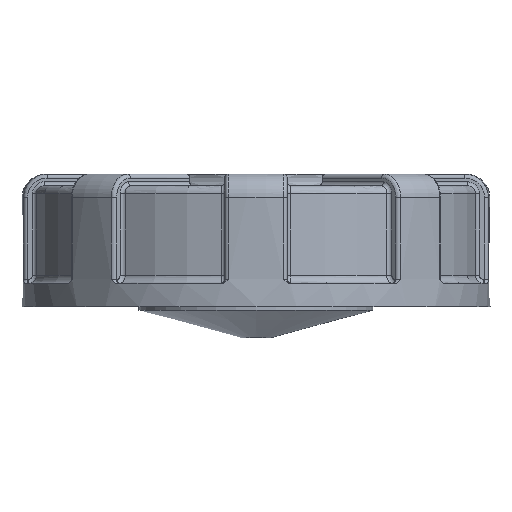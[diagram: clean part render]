
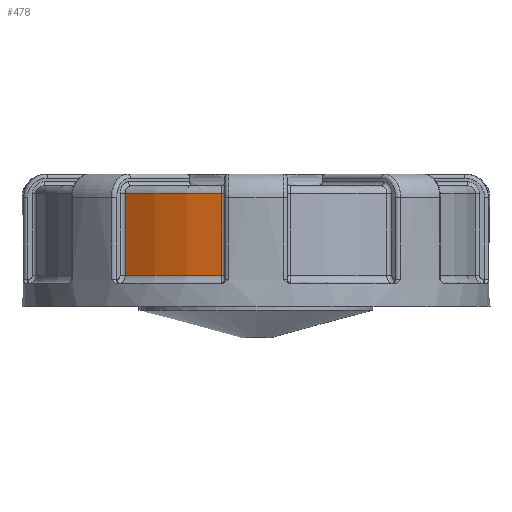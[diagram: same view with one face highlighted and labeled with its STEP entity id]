
A CAD part, left-side view. The second image highlights one B-rep face of the part: STEP entity #478.
In plain terms, the highlighted cylindrical face has radius 28.5 mm (diameter 57 mm), a partial arc.
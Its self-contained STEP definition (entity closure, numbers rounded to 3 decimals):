
#478 = ADVANCED_FACE( '', ( #1069 ), #1070, .T. );
#1069 = FACE_OUTER_BOUND( '', #5066, .T. );
#1070 = CYLINDRICAL_SURFACE( '', #5067, 28.5 );
#5066 = EDGE_LOOP( '', ( #10266, #10267, #10268, #10269 ) );
#5067 = AXIS2_PLACEMENT_3D( '', #10270, #10271, #10272 );
#10266 = ORIENTED_EDGE( '', *, *, #11539, .T. );
#10267 = ORIENTED_EDGE( '', *, *, #11728, .T. );
#10268 = ORIENTED_EDGE( '', *, *, #11729, .T. );
#10269 = ORIENTED_EDGE( '', *, *, #11598, .T. );
#10270 = CARTESIAN_POINT( '', ( 0., 0., 57.15 ) );
#10271 = DIRECTION( '', ( 0., 0., -1. ) );
#10272 = DIRECTION( '', ( 1., 0., 0. ) );
#11539 = EDGE_CURVE( '', #12560, #12558, #12561, .T. );
#11598 = EDGE_CURVE( '', #12588, #12560, #12640, .T. );
#11728 = EDGE_CURVE( '', #12558, #12808, #12809, .F. );
#11729 = EDGE_CURVE( '', #12808, #12588, #12810, .F. );
#12558 = VERTEX_POINT( '', #15766 );
#12560 = VERTEX_POINT( '', #15806 );
#12561 = CIRCLE( '', #15807, 28.5 );
#12588 = VERTEX_POINT( '', #15881 );
#12640 = LINE( '', #16136, #16137 );
#12808 = VERTEX_POINT( '', #17104 );
#12809 = LINE( '', #17105, #17106 );
#12810 = CIRCLE( '', #17107, 28.5 );
#15766 = CARTESIAN_POINT( '', ( -23.036, 16.781, 14.5 ) );
#15806 = CARTESIAN_POINT( '', ( -28.155, 4.422, 14.5 ) );
#15807 = AXIS2_PLACEMENT_3D( '', #18763, #18764, #18765 );
#15881 = CARTESIAN_POINT( '', ( -28.155, 4.422, 4. ) );
#16136 = CARTESIAN_POINT( '', ( -28.155, 4.422, 57.15 ) );
#16137 = VECTOR( '', #18846, 1000. );
#17104 = CARTESIAN_POINT( '', ( -23.036, 16.781, 4. ) );
#17105 = CARTESIAN_POINT( '', ( -23.036, 16.781, 57.15 ) );
#17106 = VECTOR( '', #18984, 1000. );
#17107 = AXIS2_PLACEMENT_3D( '', #18985, #18986, #18987 );
#18763 = CARTESIAN_POINT( '', ( 0., 0., 14.5 ) );
#18764 = DIRECTION( '', ( 0., 0., -1. ) );
#18765 = DIRECTION( '', ( -1., 0., 0. ) );
#18846 = DIRECTION( '', ( 0., 0., 1. ) );
#18984 = DIRECTION( '', ( 0., 0., 1. ) );
#18985 = CARTESIAN_POINT( '', ( 0., 0., 4. ) );
#18986 = DIRECTION( '', ( 0., 0., -1. ) );
#18987 = DIRECTION( '', ( -1., 0., 0. ) );
